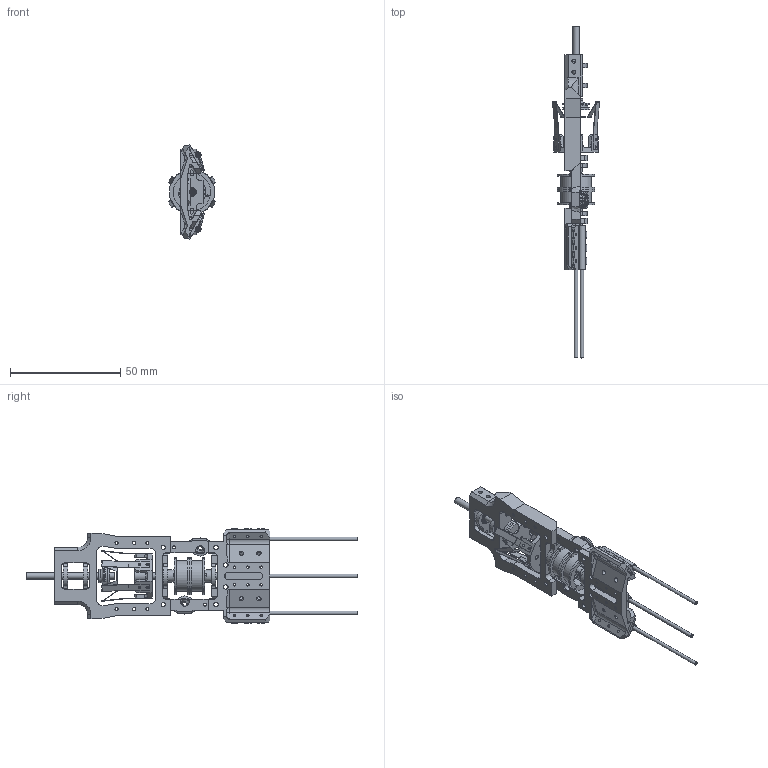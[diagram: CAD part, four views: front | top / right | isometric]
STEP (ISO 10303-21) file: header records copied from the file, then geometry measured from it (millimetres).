
FILE_DESCRIPTION(/* description */ (''),/* implementation_level */ '2;1');
FILE_NAME(/* name */ 'tip_3_n_ass.stp',/* time_stamp */ '2021-10-20T18:57:49+08:00',/* author */ ('Shuang Peng'),/* organization */ (''),/* preprocessor_version */ 'ST-DEVELOPER v18',/* originating_system */ 'Autodesk Inventor 2020',/* authorisation */ '');
FILE_SCHEMA (('AUTOMOTIVE_DESIGN { 1 0 10303 214 3 1 1 }'));
Length unit declared in the file: millimetre
Products named in the file (19): tip_3_n_ass; roller_n_1; end_shell_n_1; c_roller_1; tip_hl_ass_1; fin_12mm_h; fin_12mm; fin_8mm; mid_7mm; up_10mm_pr; x_shell_2; bearing_hh_1; bearing_3_6_2; pin3_40; ext_pin_shell_1; bl_tube_ass_2; bw_tube_0.8_1.6; bl_tube_hn_1; ned_s_1
Assembly tree (46 placements, depth 3):
  tip_3_n_ass
    roller_n_1  x2
    bearing_hh_1  x4
    bearing_3_6_2  x6
    pin3_40  x2
    end_shell_n_1
    c_roller_1  x2
    tip_hl_ass_1
      fin_12mm_h  x6
      fin_12mm  x6
      fin_8mm  x6
      mid_7mm
      up_10mm_pr
    x_shell_2
    bl_tube_ass_2  x3
      bw_tube_0.8_1.6
      bl_tube_hn_1
    ext_pin_shell_1
    ned_s_1
Bounding box: 21.39 x 150.77 x 43.09 mm (x, y, z)
Volume: 13661.6 mm3; surface area: 23038.7 mm2
Topology: 46 solids, 46 shells, 1193 faces, 3491 edges, 2422 vertices
Faces by surface type: plane 567, cylinder 498, sphere 72, bspline 22, torus 20, cone 14
Full cylindrical faces by diameter (mm): 0.8 x3, 1 x1, 1.1 x30, 1.2 x30, 1.4 x24, 1.6 x6, 1.8 x6, 1.9 x2, 2 x20, 3 x14, 4 x6, 5 x6, 5.5 x2, 6 x10, 6.24 x4, 8 x4, 10.6 x1, 12 x2, 14 x2
Entity records: 27107 total; most frequent: CARTESIAN_POINT 7120, ORIENTED_EDGE 4048, DIRECTION 4006, EDGE_CURVE 2024, AXIS2_PLACEMENT_3D 1427, VERTEX_POINT 1362, LINE 1152, VECTOR 1152
